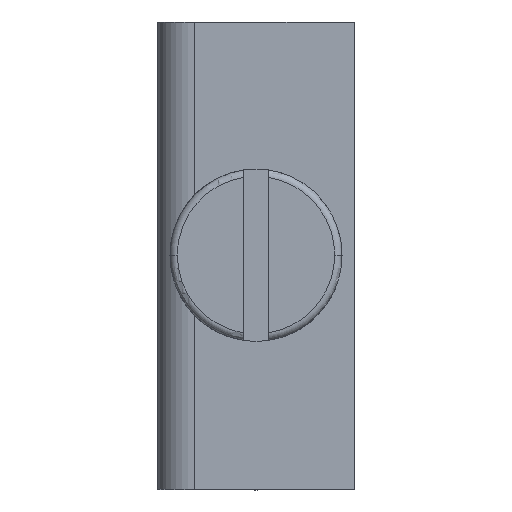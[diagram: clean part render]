
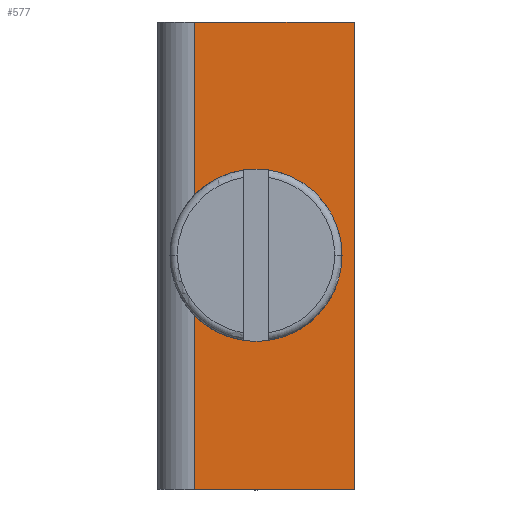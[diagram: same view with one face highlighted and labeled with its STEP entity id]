
A CAD part, top view. The second image highlights one B-rep face of the part: STEP entity #577.
In plain terms, the highlighted planar face has unit normal (0, 0, 1).
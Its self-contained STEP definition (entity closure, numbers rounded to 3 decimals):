
#465=AXIS2_PLACEMENT_3D('Circle Axis2P3D',#463,#464,$) ;
#510=AXIS2_PLACEMENT_3D('Circle Axis2P3D',#508,#509,$) ;
#535=AXIS2_PLACEMENT_3D('Plane Axis2P3D',#532,#533,#534) ;
#460=CARTESIAN_POINT('Vertex',(2.,9.5,19.482)) ;
#463=CARTESIAN_POINT('Axis2P3D Location',(4.,9.5,19.482)) ;
#467=CARTESIAN_POINT('Vertex',(4.,7.5,19.482)) ;
#471=CARTESIAN_POINT('Control Point',(6.,9.5,19.482)) ;
#472=CARTESIAN_POINT('Control Point',(6.,8.872,19.482)) ;
#473=CARTESIAN_POINT('Control Point',(5.754,8.243,19.482)) ;
#474=CARTESIAN_POINT('Control Point',(5.257,7.746,19.482)) ;
#475=CARTESIAN_POINT('Control Point',(4.628,7.5,19.482)) ;
#476=CARTESIAN_POINT('Control Point',(4.,7.5,19.482)) ;
#477=CARTESIAN_POINT('Vertex',(6.,9.5,19.482)) ;
#499=CARTESIAN_POINT('Control Point',(4.,11.5,19.482)) ;
#500=CARTESIAN_POINT('Control Point',(4.628,11.5,19.482)) ;
#501=CARTESIAN_POINT('Control Point',(5.257,11.254,19.482)) ;
#502=CARTESIAN_POINT('Control Point',(5.754,10.757,19.482)) ;
#503=CARTESIAN_POINT('Control Point',(6.,10.128,19.482)) ;
#504=CARTESIAN_POINT('Control Point',(6.,9.5,19.482)) ;
#505=CARTESIAN_POINT('Vertex',(4.,11.5,19.482)) ;
#508=CARTESIAN_POINT('Axis2P3D Location',(4.,9.5,19.482)) ;
#532=CARTESIAN_POINT('Axis2P3D Location',(8.,0.,19.482)) ;
#537=CARTESIAN_POINT('Line Origine',(4.75,19.,19.482)) ;
#541=CARTESIAN_POINT('Vertex',(8.,19.,19.482)) ;
#543=CARTESIAN_POINT('Vertex',(1.5,19.,19.482)) ;
#546=CARTESIAN_POINT('Line Origine',(1.5,9.5,19.482)) ;
#550=CARTESIAN_POINT('Vertex',(1.5,0.,19.482)) ;
#553=CARTESIAN_POINT('Line Origine',(4.75,0.,19.482)) ;
#557=CARTESIAN_POINT('Vertex',(8.,0.,19.482)) ;
#560=CARTESIAN_POINT('Line Origine',(8.,9.5,19.482)) ;
#464=DIRECTION('Axis2P3D Direction',(0.,0.,-1.)) ;
#509=DIRECTION('Axis2P3D Direction',(0.,0.,-1.)) ;
#533=DIRECTION('Axis2P3D Direction',(0.,0.,-1.)) ;
#534=DIRECTION('Axis2P3D XDirection',(0.,1.,0.)) ;
#538=DIRECTION('Vector Direction',(-1.,0.,0.)) ;
#547=DIRECTION('Vector Direction',(0.,1.,0.)) ;
#554=DIRECTION('Vector Direction',(-1.,0.,0.)) ;
#561=DIRECTION('Vector Direction',(0.,1.,0.)) ;
#539=VECTOR('Line Direction',#538,1.) ;
#548=VECTOR('Line Direction',#547,1.) ;
#555=VECTOR('Line Direction',#554,1.) ;
#562=VECTOR('Line Direction',#561,1.) ;
#566=ORIENTED_EDGE('',*,*,#545,.T.) ;
#567=ORIENTED_EDGE('',*,*,#552,.F.) ;
#568=ORIENTED_EDGE('',*,*,#559,.F.) ;
#569=ORIENTED_EDGE('',*,*,#564,.T.) ;
#572=ORIENTED_EDGE('',*,*,#507,.F.) ;
#573=ORIENTED_EDGE('',*,*,#479,.F.) ;
#574=ORIENTED_EDGE('',*,*,#469,.F.) ;
#575=ORIENTED_EDGE('',*,*,#512,.F.) ;
#576=FACE_BOUND('',#571,.T.) ;
#577=ADVANCED_FACE('V1',(#570,#576),#536,.F.) ;
#470=B_SPLINE_CURVE_WITH_KNOTS('',5,(#471,#472,#473,#474,#475,#476),.UNSPECIFIED.,.F.,.U.,(6,6),(-1.571,1.571),.UNSPECIFIED.) ;
#498=B_SPLINE_CURVE_WITH_KNOTS('',5,(#499,#500,#501,#502,#503,#504),.UNSPECIFIED.,.F.,.U.,(6,6),(-1.571,1.571),.UNSPECIFIED.) ;
#466=CIRCLE('generated circle',#465,2.) ;
#511=CIRCLE('generated circle',#510,2.) ;
#469=EDGE_CURVE('',#461,#468,#466,.F.) ;
#479=EDGE_CURVE('',#468,#478,#470,.F.) ;
#507=EDGE_CURVE('',#478,#506,#498,.F.) ;
#512=EDGE_CURVE('',#506,#461,#511,.F.) ;
#545=EDGE_CURVE('',#542,#544,#540,.T.) ;
#552=EDGE_CURVE('',#551,#544,#549,.T.) ;
#559=EDGE_CURVE('',#558,#551,#556,.T.) ;
#564=EDGE_CURVE('',#558,#542,#563,.T.) ;
#565=EDGE_LOOP('',(#566,#567,#568,#569)) ;
#571=EDGE_LOOP('',(#572,#573,#574,#575)) ;
#570=FACE_OUTER_BOUND('',#565,.T.) ;
#540=LINE('Line',#537,#539) ;
#549=LINE('Line',#546,#548) ;
#556=LINE('Line',#553,#555) ;
#563=LINE('Line',#560,#562) ;
#536=PLANE('',#535) ;
#461=VERTEX_POINT('',#460) ;
#468=VERTEX_POINT('',#467) ;
#478=VERTEX_POINT('',#477) ;
#506=VERTEX_POINT('',#505) ;
#542=VERTEX_POINT('',#541) ;
#544=VERTEX_POINT('',#543) ;
#551=VERTEX_POINT('',#550) ;
#558=VERTEX_POINT('',#557) ;
